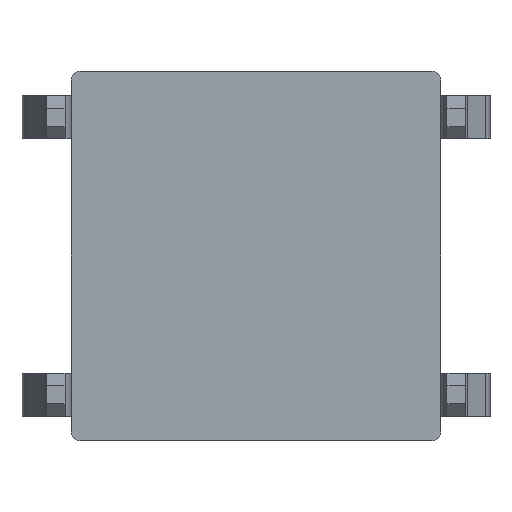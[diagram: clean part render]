
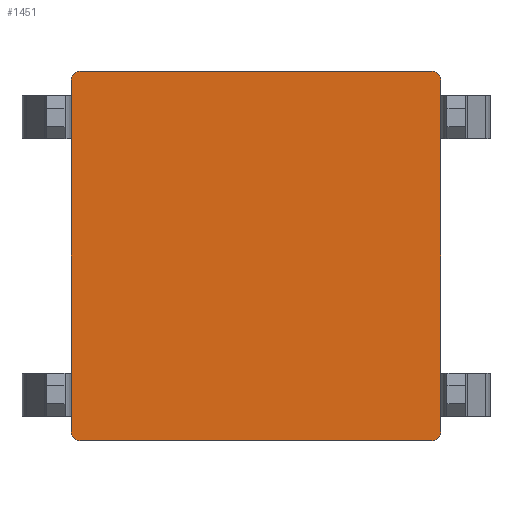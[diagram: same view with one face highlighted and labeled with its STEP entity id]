
A CAD part, front view. The second image highlights one B-rep face of the part: STEP entity #1451.
In plain terms, the highlighted planar face has unit normal (0, -1, 0).
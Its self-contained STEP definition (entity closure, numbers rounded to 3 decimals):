
#12 = EDGE_CURVE ( 'NONE', #785, #2906, #519, .T. ) ;
#28 = VERTEX_POINT ( 'NONE', #2774 ) ;
#39 = VECTOR ( 'NONE', #2451, 1000. ) ;
#58 = CARTESIAN_POINT ( 'NONE',  ( 3., 0., -2.85 ) ) ;
#145 = CARTESIAN_POINT ( 'NONE',  ( -3., 0., 3. ) ) ;
#154 = EDGE_CURVE ( 'NONE', #1899, #2906, #1550, .T. ) ;
#167 = ORIENTED_EDGE ( 'NONE', *, *, #1255, .F. ) ;
#205 = LINE ( 'NONE', #993, #1744 ) ;
#228 = EDGE_CURVE ( 'NONE', #820, #3527, #350, .T. ) ;
#229 = DIRECTION ( 'NONE',  ( 0., 0., 1. ) ) ;
#236 = AXIS2_PLACEMENT_3D ( 'NONE', #3176, #488, #2672 ) ;
#243 = ORIENTED_EDGE ( 'NONE', *, *, #154, .T. ) ;
#246 = EDGE_CURVE ( 'NONE', #2603, #1693, #3111, .T. ) ;
#266 = CARTESIAN_POINT ( 'NONE',  ( 3., 0., 3. ) ) ;
#276 = DIRECTION ( 'NONE',  ( 1., 0., 0. ) ) ;
#286 = EDGE_CURVE ( 'NONE', #785, #2701, #1183, .T. ) ;
#350 = LINE ( 'NONE', #2159, #723 ) ;
#415 = DIRECTION ( 'NONE',  ( 0., 0., -1. ) ) ;
#423 = AXIS2_PLACEMENT_3D ( 'NONE', #2105, #2126, #1262 ) ;
#430 = EDGE_CURVE ( 'NONE', #2778, #2747, #2254, .T. ) ;
#459 = VERTEX_POINT ( 'NONE', #1990 ) ;
#488 = DIRECTION ( 'NONE',  ( 0., -1., 0. ) ) ;
#519 = LINE ( 'NONE', #1423, #1538 ) ;
#530 = DIRECTION ( 'NONE',  ( 0., 0., -1. ) ) ;
#540 = CARTESIAN_POINT ( 'NONE',  ( -3., 0., 3. ) ) ;
#548 = VECTOR ( 'NONE', #276, 1000. ) ;
#567 = CARTESIAN_POINT ( 'NONE',  ( -3., 0., 3. ) ) ;
#579 = DIRECTION ( 'NONE',  ( 0., 0., 1. ) ) ;
#609 = ORIENTED_EDGE ( 'NONE', *, *, #2070, .T. ) ;
#620 = CARTESIAN_POINT ( 'NONE',  ( -3., 0., -2.6 ) ) ;
#669 = CIRCLE ( 'NONE', #2741, 0.15 ) ;
#686 = ORIENTED_EDGE ( 'NONE', *, *, #2516, .F. ) ;
#723 = VECTOR ( 'NONE', #3508, 1000. ) ;
#785 = VERTEX_POINT ( 'NONE', #3519 ) ;
#789 = AXIS2_PLACEMENT_3D ( 'NONE', #3043, #2210, #579 ) ;
#820 = VERTEX_POINT ( 'NONE', #2713 ) ;
#858 = ORIENTED_EDGE ( 'NONE', *, *, #2205, .T. ) ;
#871 = EDGE_CURVE ( 'NONE', #2291, #28, #2137, .T. ) ;
#937 = DIRECTION ( 'NONE',  ( 0., 0., -1. ) ) ;
#982 = LINE ( 'NONE', #1430, #1963 ) ;
#993 = CARTESIAN_POINT ( 'NONE',  ( -3., 0., 3. ) ) ;
#997 = CARTESIAN_POINT ( 'NONE',  ( 3., 0., 1.9 ) ) ;
#1066 = VERTEX_POINT ( 'NONE', #997 ) ;
#1106 = LINE ( 'NONE', #567, #1225 ) ;
#1134 = DIRECTION ( 'NONE',  ( 0., 0., -1. ) ) ;
#1183 = LINE ( 'NONE', #1568, #1434 ) ;
#1191 = VERTEX_POINT ( 'NONE', #2129 ) ;
#1225 = VECTOR ( 'NONE', #2240, 1000. ) ;
#1255 = EDGE_CURVE ( 'NONE', #1066, #820, #2408, .T. ) ;
#1258 = EDGE_CURVE ( 'NONE', #3527, #2612, #1977, .T. ) ;
#1262 = DIRECTION ( 'NONE',  ( 0., 0., 1. ) ) ;
#1310 = CARTESIAN_POINT ( 'NONE',  ( 3., 0., 3. ) ) ;
#1314 = CARTESIAN_POINT ( 'NONE',  ( 3., 0., 3. ) ) ;
#1317 = ORIENTED_EDGE ( 'NONE', *, *, #2130, .T. ) ;
#1318 = ORIENTED_EDGE ( 'NONE', *, *, #286, .T. ) ;
#1380 = VECTOR ( 'NONE', #415, 1000. ) ;
#1389 = ORIENTED_EDGE ( 'NONE', *, *, #871, .T. ) ;
#1423 = CARTESIAN_POINT ( 'NONE',  ( -3., 0., 3. ) ) ;
#1430 = CARTESIAN_POINT ( 'NONE',  ( 3., 0., 3. ) ) ;
#1434 = VECTOR ( 'NONE', #2104, 1000. ) ;
#1451 = ADVANCED_FACE ( 'NONE', ( #1497 ), #3142, .F. ) ;
#1497 = FACE_OUTER_BOUND ( 'NONE', #2735, .T. ) ;
#1538 = VECTOR ( 'NONE', #3324, 1000. ) ;
#1550 = LINE ( 'NONE', #145, #1380 ) ;
#1568 = CARTESIAN_POINT ( 'NONE',  ( -3., 0., 3. ) ) ;
#1693 = VERTEX_POINT ( 'NONE', #3198 ) ;
#1706 = VECTOR ( 'NONE', #530, 1000. ) ;
#1744 = VECTOR ( 'NONE', #2065, 1000. ) ;
#1769 = CARTESIAN_POINT ( 'NONE',  ( -2.85, 0., -3. ) ) ;
#1832 = VECTOR ( 'NONE', #2419, 1000. ) ;
#1836 = CIRCLE ( 'NONE', #236, 0.15 ) ;
#1899 = VERTEX_POINT ( 'NONE', #2016 ) ;
#1963 = VECTOR ( 'NONE', #937, 1000. ) ;
#1977 = LINE ( 'NONE', #1314, #39 ) ;
#1983 = ORIENTED_EDGE ( 'NONE', *, *, #3137, .T. ) ;
#1990 = CARTESIAN_POINT ( 'NONE',  ( 2.85, 0., 3. ) ) ;
#2014 = ORIENTED_EDGE ( 'NONE', *, *, #430, .T. ) ;
#2016 = CARTESIAN_POINT ( 'NONE',  ( -3., 0., 2.6 ) ) ;
#2061 = ORIENTED_EDGE ( 'NONE', *, *, #228, .F. ) ;
#2065 = DIRECTION ( 'NONE',  ( 0., 0., -1. ) ) ;
#2070 = EDGE_CURVE ( 'NONE', #28, #1899, #205, .T. ) ;
#2104 = DIRECTION ( 'NONE',  ( 0., 0., -1. ) ) ;
#2105 = CARTESIAN_POINT ( 'NONE',  ( -2.85, 0., -2.85 ) ) ;
#2120 = CARTESIAN_POINT ( 'NONE',  ( -3., 0., 3. ) ) ;
#2126 = DIRECTION ( 'NONE',  ( 0., -1., 0. ) ) ;
#2129 = CARTESIAN_POINT ( 'NONE',  ( -3., 0., -2.85 ) ) ;
#2130 = EDGE_CURVE ( 'NONE', #2603, #459, #1836, .T. ) ;
#2137 = CIRCLE ( 'NONE', #789, 0.15 ) ;
#2159 = CARTESIAN_POINT ( 'NONE',  ( 3., 0., 3. ) ) ;
#2205 = EDGE_CURVE ( 'NONE', #1191, #2778, #3256, .T. ) ;
#2210 = DIRECTION ( 'NONE',  ( 0., -1., 0. ) ) ;
#2240 = DIRECTION ( 'NONE',  ( 1., 0., 0. ) ) ;
#2246 = CARTESIAN_POINT ( 'NONE',  ( -2.85, 0., 3. ) ) ;
#2254 = LINE ( 'NONE', #3278, #548 ) ;
#2291 = VERTEX_POINT ( 'NONE', #2246 ) ;
#2308 = ORIENTED_EDGE ( 'NONE', *, *, #1258, .F. ) ;
#2333 = CARTESIAN_POINT ( 'NONE',  ( 2.85, 0., -3. ) ) ;
#2408 = LINE ( 'NONE', #266, #1706 ) ;
#2419 = DIRECTION ( 'NONE',  ( 0., 0., -1. ) ) ;
#2451 = DIRECTION ( 'NONE',  ( 0., 0., -1. ) ) ;
#2453 = EDGE_CURVE ( 'NONE', #2701, #1191, #2775, .T. ) ;
#2516 = EDGE_CURVE ( 'NONE', #2291, #459, #1106, .T. ) ;
#2519 = ORIENTED_EDGE ( 'NONE', *, *, #246, .F. ) ;
#2572 = ORIENTED_EDGE ( 'NONE', *, *, #2674, .F. ) ;
#2576 = ORIENTED_EDGE ( 'NONE', *, *, #12, .F. ) ;
#2599 = VECTOR ( 'NONE', #1134, 1000. ) ;
#2603 = VERTEX_POINT ( 'NONE', #2819 ) ;
#2612 = VERTEX_POINT ( 'NONE', #58 ) ;
#2625 = DIRECTION ( 'NONE',  ( 0., 1., 0. ) ) ;
#2672 = DIRECTION ( 'NONE',  ( 0., 0., 1. ) ) ;
#2674 = EDGE_CURVE ( 'NONE', #1693, #1066, #982, .T. ) ;
#2701 = VERTEX_POINT ( 'NONE', #620 ) ;
#2713 = CARTESIAN_POINT ( 'NONE',  ( 3., 0., -1.9 ) ) ;
#2735 = EDGE_LOOP ( 'NONE', ( #2014, #1983, #2308, #2061, #167, #2572, #2519, #1317, #686, #1389, #609, #243, #2576, #1318, #3005, #858 ) ) ;
#2741 = AXIS2_PLACEMENT_3D ( 'NONE', #2981, #3528, #229 ) ;
#2747 = VERTEX_POINT ( 'NONE', #2333 ) ;
#2774 = CARTESIAN_POINT ( 'NONE',  ( -3., 0., 2.85 ) ) ;
#2775 = LINE ( 'NONE', #540, #2599 ) ;
#2778 = VERTEX_POINT ( 'NONE', #1769 ) ;
#2819 = CARTESIAN_POINT ( 'NONE',  ( 3., 0., 2.85 ) ) ;
#2906 = VERTEX_POINT ( 'NONE', #3475 ) ;
#2981 = CARTESIAN_POINT ( 'NONE',  ( 2.85, 0., -2.85 ) ) ;
#3005 = ORIENTED_EDGE ( 'NONE', *, *, #2453, .T. ) ;
#3043 = CARTESIAN_POINT ( 'NONE',  ( -2.85, 0., 2.85 ) ) ;
#3111 = LINE ( 'NONE', #1310, #1832 ) ;
#3137 = EDGE_CURVE ( 'NONE', #2747, #2612, #669, .T. ) ;
#3142 = PLANE ( 'NONE',  #3452 ) ;
#3176 = CARTESIAN_POINT ( 'NONE',  ( 2.85, 0., 2.85 ) ) ;
#3198 = CARTESIAN_POINT ( 'NONE',  ( 3., 0., 2.6 ) ) ;
#3256 = CIRCLE ( 'NONE', #423, 0.15 ) ;
#3278 = CARTESIAN_POINT ( 'NONE',  ( -3., 0., -3. ) ) ;
#3324 = DIRECTION ( 'NONE',  ( 0., 0., 1. ) ) ;
#3369 = CARTESIAN_POINT ( 'NONE',  ( 3., 0., -2.6 ) ) ;
#3452 = AXIS2_PLACEMENT_3D ( 'NONE', #2120, #2625, #3467 ) ;
#3467 = DIRECTION ( 'NONE',  ( 0., 0., 1. ) ) ;
#3475 = CARTESIAN_POINT ( 'NONE',  ( -3., 0., 1.9 ) ) ;
#3508 = DIRECTION ( 'NONE',  ( 0., 0., -1. ) ) ;
#3519 = CARTESIAN_POINT ( 'NONE',  ( -3., 0., -1.9 ) ) ;
#3527 = VERTEX_POINT ( 'NONE', #3369 ) ;
#3528 = DIRECTION ( 'NONE',  ( 0., -1., 0. ) ) ;
